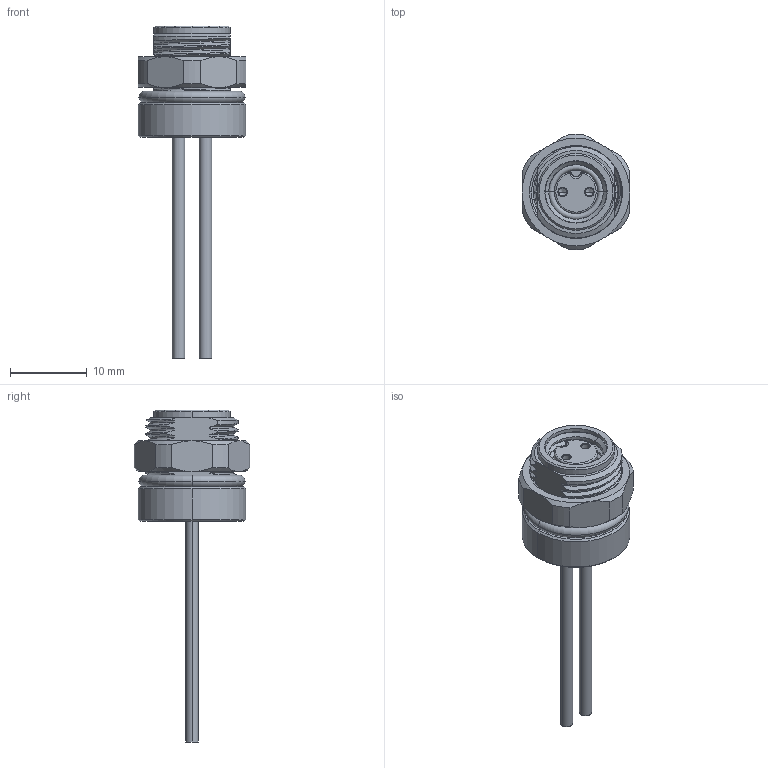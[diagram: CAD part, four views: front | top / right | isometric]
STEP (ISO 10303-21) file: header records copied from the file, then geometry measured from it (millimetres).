
FILE_DESCRIPTION((''),'2;1');
FILE_NAME('3P-K1333B2_2','2025-09-18T',('gongcheng16'),(''),'PRO/ENGINEER BY PARAMETRIC TECHNOLOGY CORPORATION, 2010280','PRO/ENGINEER BY PARAMETRIC TECHNOLOGY CORPORATION, 2010280','');
FILE_SCHEMA(('CONFIG_CONTROL_DESIGN'));
Length unit declared in the file: millimetre
Products named in the file (1): 3P-K1333B2_2
Bounding box: 14 x 14.98 x 43.2 mm (x, y, z)
Volume: 294.1 mm3; surface area: 3102.8 mm2
Topology: 1 solids, 10 shells, 381 faces, 933 edges, 587 vertices
Faces by surface type: cylinder 127, plane 110, cone 65, bspline 61, torus 18
Entity records: 25811 total; most frequent: CARTESIAN_POINT 17189, ORIENTED_EDGE 1850, DIRECTION 1662, EDGE_CURVE 925, AXIS2_PLACEMENT_3D 649, VERTEX_POINT 587, EDGE_LOOP 420, FACE_OUTER_BOUND 381
